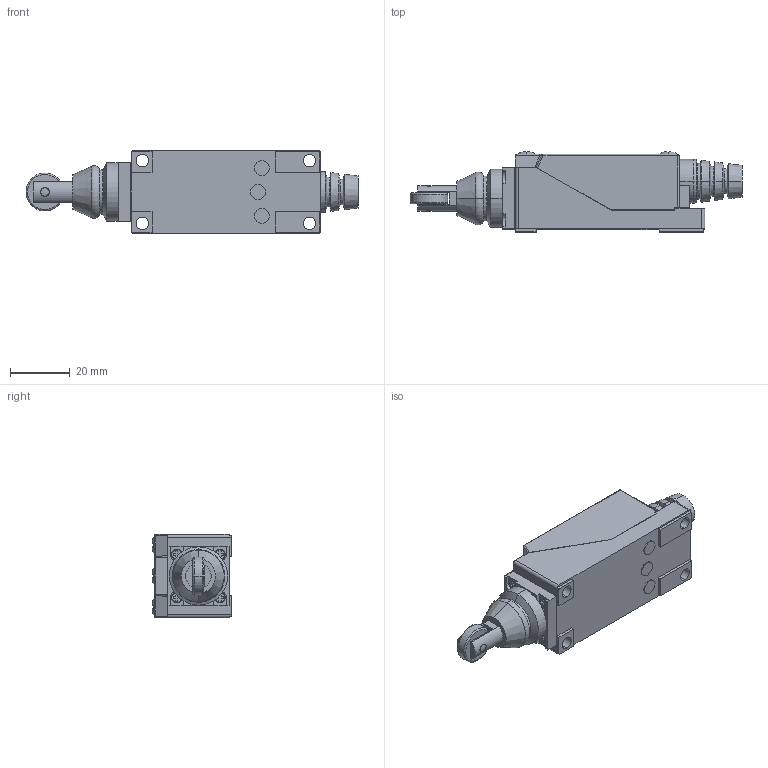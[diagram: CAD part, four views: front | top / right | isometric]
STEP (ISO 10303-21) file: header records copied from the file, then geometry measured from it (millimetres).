
FILE_DESCRIPTION (( 'STEP AP203' ), '1' );
FILE_NAME ('TZ8112.ÃÌ Êîíöåâîé âûêëþ÷àòåëü TZ-8112.STEP', '2024-08-22T09:02:57', ( '' ), ( '' ), 'SwSTEP 2.0', 'SolidWorks 2021', '' );
FILE_SCHEMA (( 'CONFIG_CONTROL_DESIGN' ));
Length unit declared in the file: millimetre
Products named in the file (1): TZ8112.ÃÌ Êîíöåâîé âûêëþ÷àòåëü TZ-8112
Bounding box: 111.22 x 26.8 x 28 mm (x, y, z)
Volume: 46577.5 mm3; surface area: 17522.4 mm2
Topology: 15 solids, 15 shells, 317 faces, 780 edges, 498 vertices
Faces by surface type: plane 190, cylinder 82, cone 26, torus 12, sphere 4, bspline 3
Entity records: 9659 total; most frequent: CARTESIAN_POINT 2049, DIRECTION 1553, ORIENTED_EDGE 1552, EDGE_CURVE 776, AXIS2_PLACEMENT_3D 522, VECTOR 509, LINE 509, VERTEX_POINT 498
